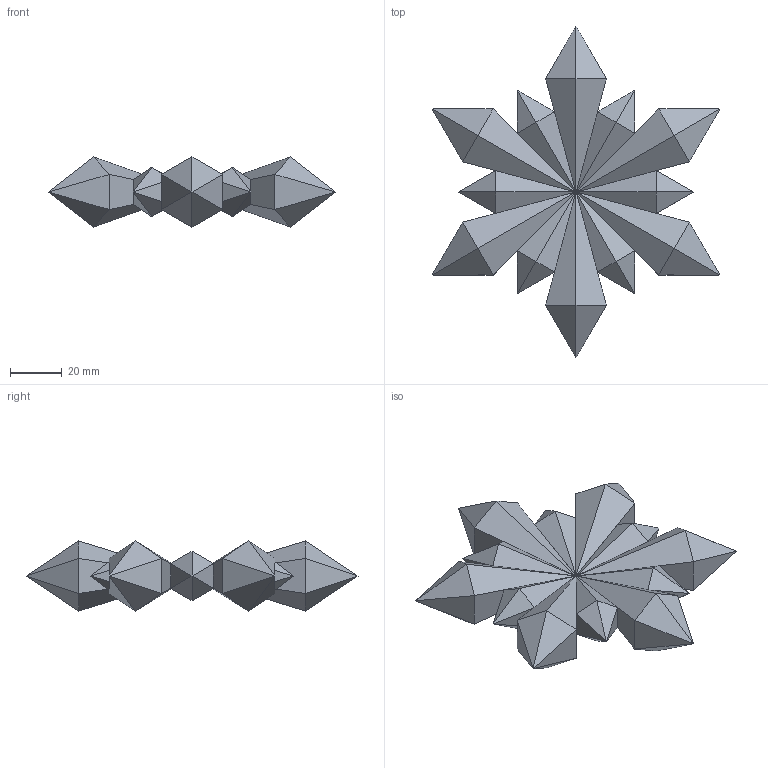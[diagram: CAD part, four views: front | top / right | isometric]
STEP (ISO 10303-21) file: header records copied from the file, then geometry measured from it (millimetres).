
FILE_DESCRIPTION(('FreeCAD Model'),'2;1');
FILE_NAME('Open CASCADE Shape Model','2025-04-27T18:23:49',('FreeCAD'),( 'FreeCAD'),'Open CASCADE STEP processor 7.6','FreeCAD','Unknown');
FILE_SCHEMA(('AUTOMOTIVE_DESIGN { 1 0 10303 214 1 1 1 1 }'));
Length unit declared in the file: millimetre
Products named in the file (1): Open CASCADE STEP translator 7.6 1
Bounding box: 111.55 x 128.81 x 27.27 mm (x, y, z)
Volume: 84024.7 mm3; surface area: 21707.4 mm2
Topology: 1 solids, 1 shells, 132 faces, 240 edges, 110 vertices
Faces by surface type: bspline 132
Entity records: 2734 total; most frequent: CARTESIAN_POINT 1119, ORIENTED_EDGE 480, EDGE_CURVE 240, B_SPLINE_CURVE_WITH_KNOTS 240, ADVANCED_FACE 132, FACE_BOUND 132, EDGE_LOOP 132, B_SPLINE_SURFACE_WITH_KNOTS 132
